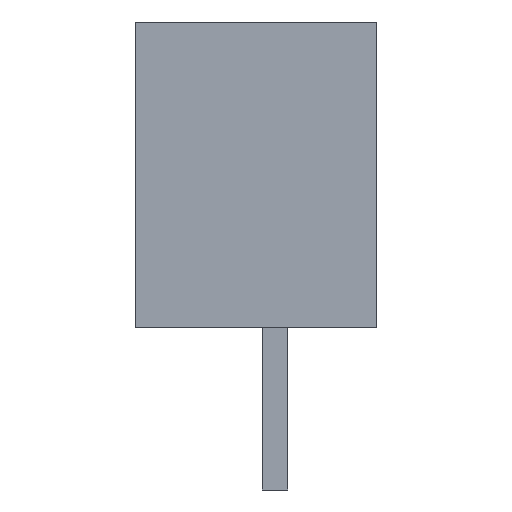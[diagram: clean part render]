
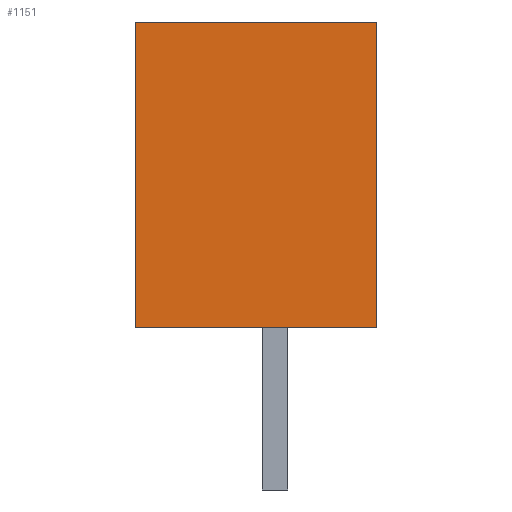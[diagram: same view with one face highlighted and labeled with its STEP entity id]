
A CAD part, left-side view. The second image highlights one B-rep face of the part: STEP entity #1151.
In plain terms, the highlighted planar face has unit normal (-1, 0, 0).
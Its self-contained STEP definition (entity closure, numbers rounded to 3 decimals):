
#39 = ORIENTED_EDGE ( 'NONE', *, *, #173, .T. ) ;
#52 = EDGE_CURVE ( 'NONE', #766, #436, #1764, .T. ) ;
#57 = VERTEX_POINT ( 'NONE', #77 ) ;
#77 = CARTESIAN_POINT ( 'NONE',  ( -6., 2.375, 0. ) ) ;
#78 = ORIENTED_EDGE ( 'NONE', *, *, #52, .F. ) ;
#95 = DIRECTION ( 'NONE',  ( 0., -1., 0. ) ) ;
#113 = EDGE_CURVE ( 'NONE', #57, #436, #2277, .T. ) ;
#173 = EDGE_CURVE ( 'NONE', #2640, #57, #2040, .T. ) ;
#211 = DIRECTION ( 'NONE',  ( 0., 1., 0. ) ) ;
#323 = DIRECTION ( 'NONE',  ( 0., 0., -1. ) ) ;
#348 = DIRECTION ( 'NONE',  ( 0., -1., 0. ) ) ;
#436 = VERTEX_POINT ( 'NONE', #2471 ) ;
#486 = VECTOR ( 'NONE', #95, 1000. ) ;
#506 = CARTESIAN_POINT ( 'NONE',  ( -6., -2.375, 1.8 ) ) ;
#536 = ORIENTED_EDGE ( 'NONE', *, *, #113, .T. ) ;
#541 = CARTESIAN_POINT ( 'NONE',  ( -6., -2.375, 6. ) ) ;
#626 = DIRECTION ( 'NONE',  ( 1., 0., 0. ) ) ;
#766 = VERTEX_POINT ( 'NONE', #1778 ) ;
#1151 = ADVANCED_FACE ( 'NONE', ( #1253 ), #1908, .F. ) ;
#1164 = EDGE_LOOP ( 'NONE', ( #536, #78, #1628, #39 ) ) ;
#1211 = CARTESIAN_POINT ( 'NONE',  ( -6., 2.375, 1.8 ) ) ;
#1253 = FACE_OUTER_BOUND ( 'NONE', #1164, .T. ) ;
#1312 = VECTOR ( 'NONE', #2721, 1000. ) ;
#1517 = CARTESIAN_POINT ( 'NONE',  ( -6., 2.375, 1.8 ) ) ;
#1628 = ORIENTED_EDGE ( 'NONE', *, *, #2494, .F. ) ;
#1764 = LINE ( 'NONE', #506, #1312 ) ;
#1778 = CARTESIAN_POINT ( 'NONE',  ( -6., -2.375, 6. ) ) ;
#1908 = PLANE ( 'NONE',  #2185 ) ;
#1966 = LINE ( 'NONE', #541, #2751 ) ;
#2040 = LINE ( 'NONE', #1211, #2722 ) ;
#2185 = AXIS2_PLACEMENT_3D ( 'NONE', #1517, #626, #211 ) ;
#2277 = LINE ( 'NONE', #2300, #486 ) ;
#2300 = CARTESIAN_POINT ( 'NONE',  ( -6., 2.375, 0. ) ) ;
#2471 = CARTESIAN_POINT ( 'NONE',  ( -6., -2.375, 0. ) ) ;
#2494 = EDGE_CURVE ( 'NONE', #2640, #766, #1966, .T. ) ;
#2590 = CARTESIAN_POINT ( 'NONE',  ( -6., 2.375, 6. ) ) ;
#2640 = VERTEX_POINT ( 'NONE', #2590 ) ;
#2721 = DIRECTION ( 'NONE',  ( 0., 0., -1. ) ) ;
#2722 = VECTOR ( 'NONE', #323, 1000. ) ;
#2751 = VECTOR ( 'NONE', #348, 1000. ) ;
